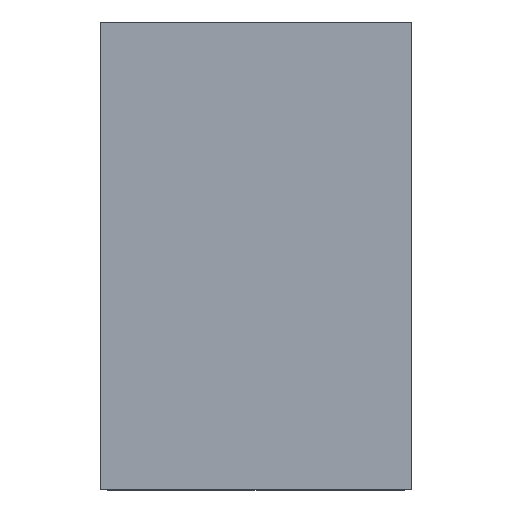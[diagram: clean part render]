
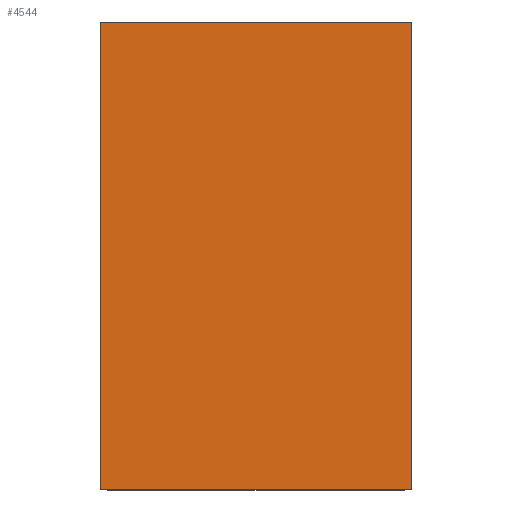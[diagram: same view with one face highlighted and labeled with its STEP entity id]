
A CAD part, top view. The second image highlights one B-rep face of the part: STEP entity #4544.
In plain terms, the highlighted face is planar.
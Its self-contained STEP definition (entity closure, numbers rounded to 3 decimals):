
#1429=DIRECTION('',(0.,0.,1.));
#1430=VECTOR('',#1429,3.);
#1431=CARTESIAN_POINT('',(-1.,0.75,-1.5));
#1432=LINE('',#1431,#1430);
#1436=DIRECTION('',(-1.,0.,0.));
#1437=VECTOR('',#1436,2.);
#1438=CARTESIAN_POINT('',(1.,0.75,-1.5));
#1439=LINE('',#1438,#1437);
#1443=DIRECTION('',(0.,0.,-1.));
#1444=VECTOR('',#1443,3.);
#1445=CARTESIAN_POINT('',(1.,0.75,1.5));
#1446=LINE('',#1445,#1444);
#1450=DIRECTION('',(1.,0.,0.));
#1451=VECTOR('',#1450,2.);
#1452=CARTESIAN_POINT('',(-1.,0.75,1.5));
#1453=LINE('',#1452,#1451);
#2990=CARTESIAN_POINT('',(-1.,0.75,-1.5));
#2991=CARTESIAN_POINT('',(-1.,0.75,1.5));
#2992=VERTEX_POINT('',#2990);
#2993=VERTEX_POINT('',#2991);
#2994=CARTESIAN_POINT('',(1.,0.75,1.5));
#2995=VERTEX_POINT('',#2994);
#2996=CARTESIAN_POINT('',(1.,0.75,-1.5));
#2997=VERTEX_POINT('',#2996);
#4532=CARTESIAN_POINT('',(0.,0.75,0.));
#4533=DIRECTION('',(0.,1.,0.));
#4534=DIRECTION('',(1.,0.,0.));
#4535=AXIS2_PLACEMENT_3D('',#4532,#4533,#4534);
#4536=PLANE('',#4535);
#4538=ORIENTED_EDGE('',*,*,#4537,.F.);
#4539=ORIENTED_EDGE('',*,*,#4098,.F.);
#4540=ORIENTED_EDGE('',*,*,#4456,.F.);
#4541=ORIENTED_EDGE('',*,*,#3832,.F.);
#4542=EDGE_LOOP('',(#4538,#4539,#4540,#4541));
#4543=FACE_OUTER_BOUND('',#4542,.F.);
#3832=EDGE_CURVE('',#2993,#2995,#1453,.T.);
#4098=EDGE_CURVE('',#2997,#2992,#1439,.T.);
#4456=EDGE_CURVE('',#2995,#2997,#1446,.T.);
#4537=EDGE_CURVE('',#2992,#2993,#1432,.T.);
#4544=ADVANCED_FACE('',(#4543),#4536,.T.);
